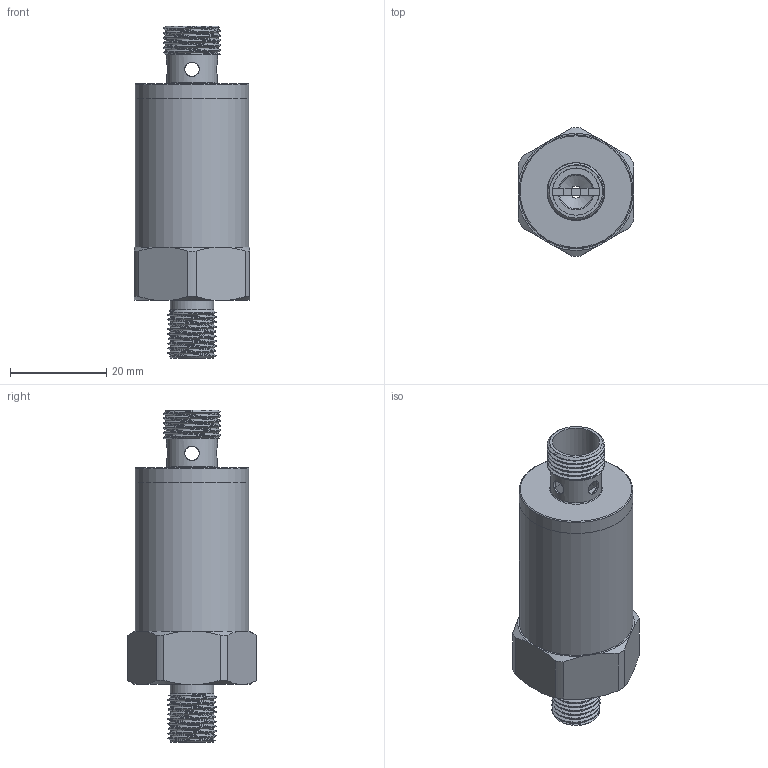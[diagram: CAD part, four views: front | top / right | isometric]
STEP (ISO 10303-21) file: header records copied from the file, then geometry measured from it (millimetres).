
FILE_DESCRIPTION(/* description */ (''),/* implementation_level */ '2;1');
FILE_NAME(/* name */ 'PS200-M10.stp',/* time_stamp */ '2023-01-31T15:28:14+08:00',/* author */ (''),/* organization */ (''),/* preprocessor_version */ 'ST-DEVELOPER v16',/* originating_system */ 'SIEMENS PLM Software NX 10.0',/* authorisation */ '');
FILE_SCHEMA (('CONFIG_CONTROL_DESIGN'));
Length unit declared in the file: millimetre
Products named in the file (4): PS200_id14_x_t; PS200_id10_x_t; PS200_id6_x_t; PS200_x_t
Assembly tree (3 placements, depth 2):
  PS200_x_t
    PS200_id6_x_t
    PS200_id10_x_t
    PS200_id14_x_t
Bounding box: 24 x 26.69 x 69 mm (x, y, z)
Volume: 7825.3 mm3; surface area: 10703.6 mm2
Topology: 3 solids, 3 shells, 100 faces, 250 edges, 164 vertices
Faces by surface type: plane 44, cylinder 28, cone 19, bspline 7, torus 2
Full cylindrical faces by diameter (mm): 2.5 x1, 3 x4, 7 x1, 9 x1, 9.8 x1, 10.6 x1, 14 x1, 18 x1, 19.1 x1, 22.7 x2, 23.6 x2
Entity records: 8881 total; most frequent: CARTESIAN_POINT 6293, ORIENTED_EDGE 432, DIRECTION 412, EDGE_CURVE 216, AXIS2_PLACEMENT_3D 162, VERTEX_POINT 155, EDGE_LOOP 145, ADVANCED_FACE 100
